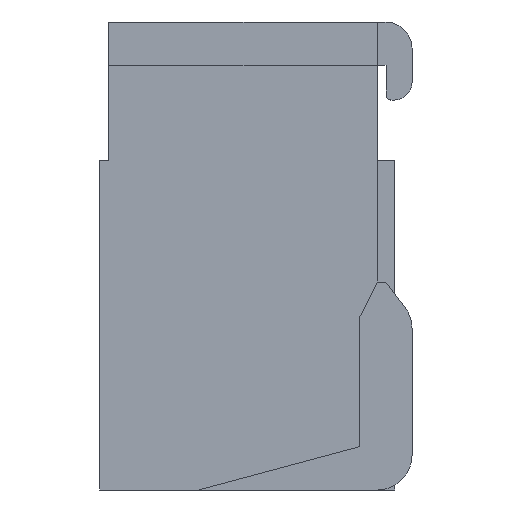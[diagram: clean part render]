
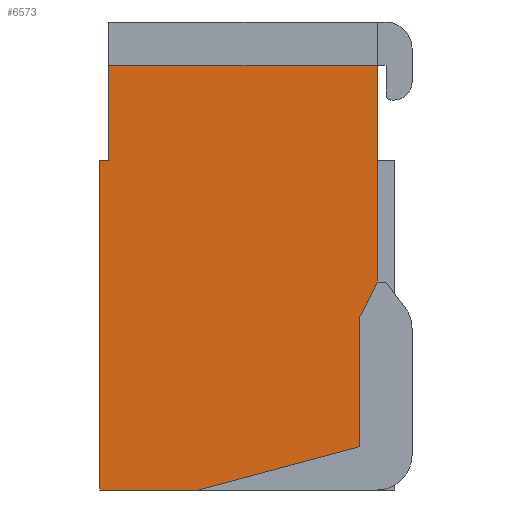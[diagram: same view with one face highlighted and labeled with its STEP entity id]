
A CAD part, left-side view. The second image highlights one B-rep face of the part: STEP entity #6573.
In plain terms, the highlighted planar face has unit normal (-1, 0, 0).
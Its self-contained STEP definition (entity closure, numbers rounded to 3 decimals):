
#10 = VECTOR ( 'NONE', #74, 1000. ) ;
#74 = DIRECTION ( 'NONE',  ( 0., 1., 0. ) ) ;
#224 = LINE ( 'NONE', #7540, #8181 ) ;
#273 = EDGE_CURVE ( 'NONE', #3555, #10122, #6354, .T. ) ;
#391 = PLANE ( 'NONE',  #5627 ) ;
#461 = ORIENTED_EDGE ( 'NONE', *, *, #6881, .F. ) ;
#530 = VERTEX_POINT ( 'NONE', #2657 ) ;
#553 = VECTOR ( 'NONE', #3039, 1000. ) ;
#1481 = CARTESIAN_POINT ( 'NONE',  ( -3.49, 0.2, -1.1 ) ) ;
#1494 = EDGE_CURVE ( 'NONE', #10122, #8525, #9006, .T. ) ;
#1536 = ORIENTED_EDGE ( 'NONE', *, *, #1494, .T. ) ;
#1544 = VECTOR ( 'NONE', #6561, 1000. ) ;
#1723 = CARTESIAN_POINT ( 'NONE',  ( -3.49, 1.65, 0.55 ) ) ;
#1811 = VERTEX_POINT ( 'NONE', #2547 ) ;
#2027 = ORIENTED_EDGE ( 'NONE', *, *, #273, .T. ) ;
#2437 = CARTESIAN_POINT ( 'NONE',  ( -3.49, 0.1, -0.15 ) ) ;
#2485 = CARTESIAN_POINT ( 'NONE',  ( -3.49, 1.133, -1.35 ) ) ;
#2547 = CARTESIAN_POINT ( 'NONE',  ( -3.49, 1.7, 0.55 ) ) ;
#2613 = LINE ( 'NONE', #6640, #7570 ) ;
#2657 = CARTESIAN_POINT ( 'NONE',  ( -3.49, 0.2, -1.1 ) ) ;
#3039 = DIRECTION ( 'NONE',  ( 0., 0., 1. ) ) ;
#3552 = VERTEX_POINT ( 'NONE', #7500 ) ;
#3555 = VERTEX_POINT ( 'NONE', #6482 ) ;
#3659 = ORIENTED_EDGE ( 'NONE', *, *, #9008, .F. ) ;
#3929 = EDGE_CURVE ( 'NONE', #3552, #3555, #224, .T. ) ;
#4210 = EDGE_CURVE ( 'NONE', #530, #9184, #8735, .T. ) ;
#4601 = DIRECTION ( 'NONE',  ( 0., 1., 0. ) ) ;
#4813 = LINE ( 'NONE', #6424, #553 ) ;
#4851 = VECTOR ( 'NONE', #4601, 1000. ) ;
#4937 = CARTESIAN_POINT ( 'NONE',  ( -3.49, 1.65, 1.1 ) ) ;
#4955 = VECTOR ( 'NONE', #5722, 1000. ) ;
#5044 = LINE ( 'NONE', #9005, #10 ) ;
#5144 = ORIENTED_EDGE ( 'NONE', *, *, #3929, .T. ) ;
#5241 = DIRECTION ( 'NONE',  ( 0., 0., 1. ) ) ;
#5381 = CARTESIAN_POINT ( 'NONE',  ( -3.49, 1.65, 1.1 ) ) ;
#5417 = CARTESIAN_POINT ( 'NONE',  ( -3.49, 0.2, -0.35 ) ) ;
#5502 = EDGE_CURVE ( 'NONE', #1811, #8525, #9686, .T. ) ;
#5627 = AXIS2_PLACEMENT_3D ( 'NONE', #10187, #6956, #7819 ) ;
#5722 = DIRECTION ( 'NONE',  ( 0., 0.447, -0.894 ) ) ;
#6353 = CARTESIAN_POINT ( 'NONE',  ( -3.49, 1.7, -1.35 ) ) ;
#6354 = LINE ( 'NONE', #8823, #4851 ) ;
#6366 = EDGE_CURVE ( 'NONE', #9184, #9221, #5044, .T. ) ;
#6424 = CARTESIAN_POINT ( 'NONE',  ( -3.49, 1.7, -1.35 ) ) ;
#6428 = EDGE_CURVE ( 'NONE', #8132, #530, #2613, .T. ) ;
#6482 = CARTESIAN_POINT ( 'NONE',  ( -3.49, 0.1, 1.1 ) ) ;
#6561 = DIRECTION ( 'NONE',  ( 0., -1., 0. ) ) ;
#6573 = ADVANCED_FACE ( 'NONE', ( #7761 ), #391, .T. ) ;
#6640 = CARTESIAN_POINT ( 'NONE',  ( -3.49, 0.2, -0.35 ) ) ;
#6698 = DIRECTION ( 'NONE',  ( 0., 0., -1. ) ) ;
#6881 = EDGE_CURVE ( 'NONE', #3552, #8132, #9801, .T. ) ;
#6956 = DIRECTION ( 'NONE',  ( -1., 0., 0. ) ) ;
#6978 = ORIENTED_EDGE ( 'NONE', *, *, #6366, .F. ) ;
#7500 = CARTESIAN_POINT ( 'NONE',  ( -3.49, 0.1, -0.15 ) ) ;
#7540 = CARTESIAN_POINT ( 'NONE',  ( -3.49, 0.1, -0.15 ) ) ;
#7570 = VECTOR ( 'NONE', #6698, 1000. ) ;
#7761 = FACE_OUTER_BOUND ( 'NONE', #8209, .T. ) ;
#7819 = DIRECTION ( 'NONE',  ( 0., 0., 1. ) ) ;
#8132 = VERTEX_POINT ( 'NONE', #5417 ) ;
#8181 = VECTOR ( 'NONE', #5241, 1000. ) ;
#8209 = EDGE_LOOP ( 'NONE', ( #5144, #2027, #1536, #10409, #3659, #6978, #10097, #9853, #461 ) ) ;
#8525 = VERTEX_POINT ( 'NONE', #1723 ) ;
#8735 = LINE ( 'NONE', #1481, #10079 ) ;
#8823 = CARTESIAN_POINT ( 'NONE',  ( -3.49, 0.1, 1.1 ) ) ;
#8944 = DIRECTION ( 'NONE',  ( 0., 0., -1. ) ) ;
#9005 = CARTESIAN_POINT ( 'NONE',  ( -3.49, 1.133, -1.35 ) ) ;
#9006 = LINE ( 'NONE', #4937, #9155 ) ;
#9008 = EDGE_CURVE ( 'NONE', #9221, #1811, #4813, .T. ) ;
#9155 = VECTOR ( 'NONE', #8944, 1000. ) ;
#9184 = VERTEX_POINT ( 'NONE', #2485 ) ;
#9221 = VERTEX_POINT ( 'NONE', #6353 ) ;
#9686 = LINE ( 'NONE', #9848, #1544 ) ;
#9710 = DIRECTION ( 'NONE',  ( 0., 0.966, -0.259 ) ) ;
#9801 = LINE ( 'NONE', #2437, #4955 ) ;
#9848 = CARTESIAN_POINT ( 'NONE',  ( -3.49, 1.7, 0.55 ) ) ;
#9853 = ORIENTED_EDGE ( 'NONE', *, *, #6428, .F. ) ;
#10079 = VECTOR ( 'NONE', #9710, 1000. ) ;
#10097 = ORIENTED_EDGE ( 'NONE', *, *, #4210, .F. ) ;
#10122 = VERTEX_POINT ( 'NONE', #5381 ) ;
#10187 = CARTESIAN_POINT ( 'NONE',  ( -3.49, 0., -1.35 ) ) ;
#10409 = ORIENTED_EDGE ( 'NONE', *, *, #5502, .F. ) ;
